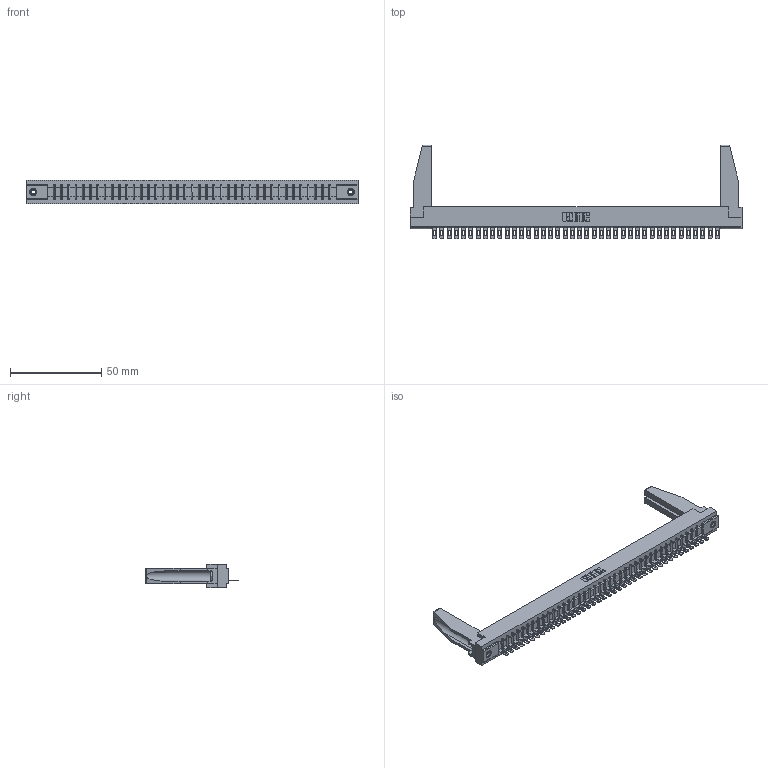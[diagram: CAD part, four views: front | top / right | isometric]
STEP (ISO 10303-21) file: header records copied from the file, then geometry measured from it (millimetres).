
FILE_DESCRIPTION (( 'STEP AP203' ), '1' );
FILE_NAME ('357-040-501-178.STEP', '2019-09-17T08:54:04', ( '' ), ( '' ), 'SwSTEP 2.0', 'SolidWorks 2016', '' );
FILE_SCHEMA (( 'CONFIG_CONTROL_DESIGN' ));
Length unit declared in the file: inch
Products named in the file (5): 307 Part_.156 Dia Mounting Holes; 345-250-001_345-250-001-102; 307-220-078; 307-290-002_501; 357-040-501-178
Assembly tree (45 placements, depth 2):
  357-040-501-178
    307 Part_.156 Dia Mounting Holes
    307-290-002_501  x40
    307-220-078  x2
    345-250-001_345-250-001-102  x2
Bounding box: 181.51 x 51.13 x 12.7 mm (x, y, z)
Volume: 23437 mm3; surface area: 28499.3 mm2
Topology: 45 solids, 45 shells, 3329 faces, 10173 edges, 6662 vertices
Faces by surface type: plane 1914, cylinder 1317, sphere 82, cone 12, torus 4
Entity records: 37771 total; most frequent: CARTESIAN_POINT 6370, ORIENTED_EDGE 6316, DIRECTION 6150, EDGE_CURVE 3158, VECTOR 2418, LINE 2418, VERTEX_POINT 2044, AXIS2_PLACEMENT_3D 1866
